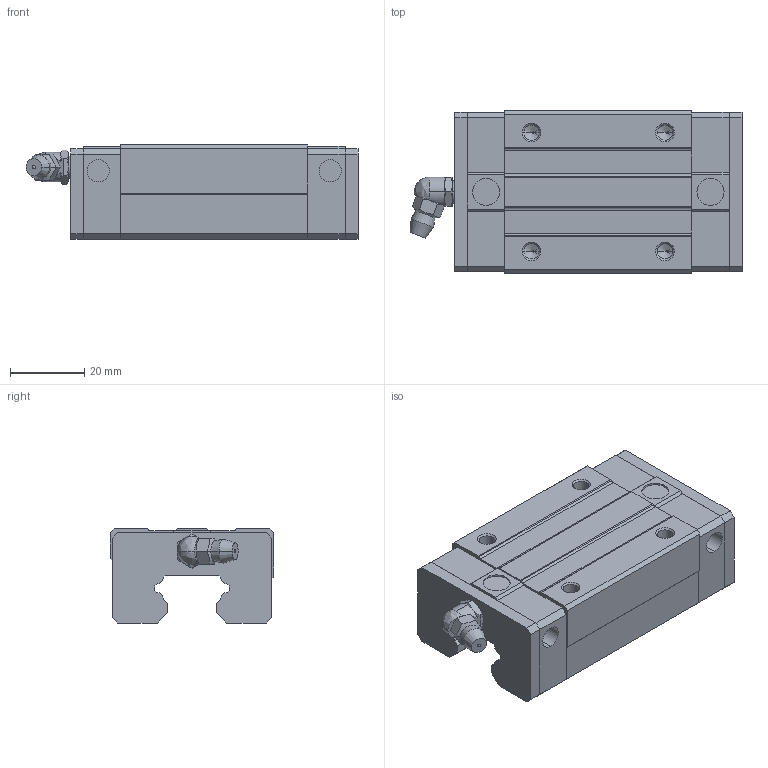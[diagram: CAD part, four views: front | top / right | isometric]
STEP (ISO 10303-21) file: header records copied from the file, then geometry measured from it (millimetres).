
FILE_DESCRIPTION (( 'STEP AP203' ), '1' );
FILE_NAME ('HGH20CAZ0C-HiwinCorporation-06-21-2017.STEP', '2017-07-05T05:19:29', ( '' ), ( '' ), 'SwSTEP 2.0', 'SolidWorks 2016', '' );
FILE_SCHEMA (( 'CONFIG_CONTROL_DESIGN' ));
Length unit declared in the file: millimetre
Products named in the file (1): HGH20CAZ0C-HiwinCorporation-06-21-2017
Bounding box: 89.5 x 44 x 25.4 mm (x, y, z)
Volume: 66788.8 mm3; surface area: 22733 mm2
Topology: 1 solids, 1 shells, 287 faces, 768 edges, 494 vertices
Faces by surface type: plane 174, cylinder 67, cone 43, bspline 3
Entity records: 9064 total; most frequent: CARTESIAN_POINT 1805, ORIENTED_EDGE 1516, DIRECTION 1458, EDGE_CURVE 758, VECTOR 524, LINE 524, VERTEX_POINT 494, AXIS2_PLACEMENT_3D 467
